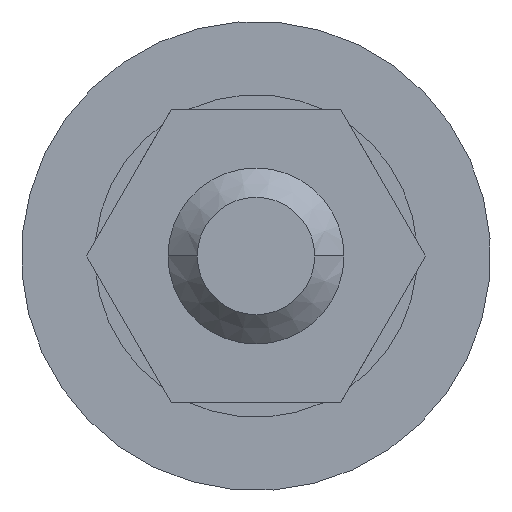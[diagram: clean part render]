
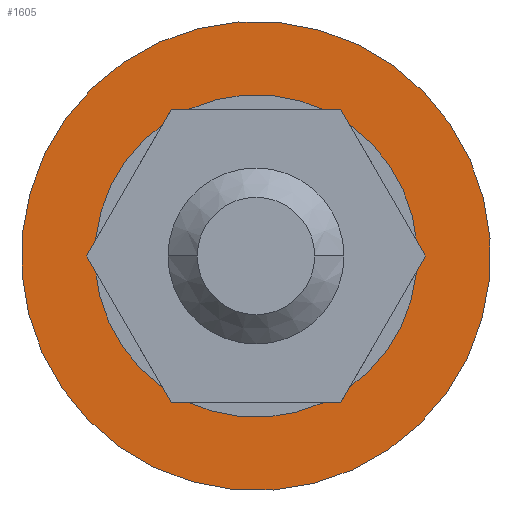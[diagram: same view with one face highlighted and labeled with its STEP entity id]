
A CAD part, front view. The second image highlights one B-rep face of the part: STEP entity #1605.
In plain terms, the highlighted face is planar.
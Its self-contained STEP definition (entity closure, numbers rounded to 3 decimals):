
#105 = ORIENTED_EDGE ( 'NONE', *, *, #1109, .T. ) ;
#110 = DIRECTION ( 'NONE',  ( 0., 0., 1. ) ) ;
#116 = EDGE_CURVE ( 'NONE', #631, #2208, #1532, .T. ) ;
#214 = EDGE_LOOP ( 'NONE', ( #105, #1342 ) ) ;
#239 = DIRECTION ( 'NONE',  ( -1., 0., 0. ) ) ;
#257 = VERTEX_POINT ( 'NONE', #1370 ) ;
#263 = CIRCLE ( 'NONE', #1026, 8. ) ;
#305 = CARTESIAN_POINT ( 'NONE',  ( 0., 5.5, 0. ) ) ;
#468 = FACE_OUTER_BOUND ( 'NONE', #214, .T. ) ;
#491 = CARTESIAN_POINT ( 'NONE',  ( 0., 0., -5.5 ) ) ;
#492 = CARTESIAN_POINT ( 'NONE',  ( 0., 0., 5.5 ) ) ;
#500 = EDGE_LOOP ( 'NONE', ( #1410, #2055 ) ) ;
#596 = CARTESIAN_POINT ( 'NONE',  ( 0., 0., 0. ) ) ;
#631 = VERTEX_POINT ( 'NONE', #491 ) ;
#649 = CARTESIAN_POINT ( 'NONE',  ( 0., 0., 0. ) ) ;
#691 = AXIS2_PLACEMENT_3D ( 'NONE', #305, #999, #1916 ) ;
#999 = DIRECTION ( 'NONE',  ( 1., 0., 0. ) ) ;
#1026 = AXIS2_PLACEMENT_3D ( 'NONE', #1686, #1169, #1697 ) ;
#1109 = EDGE_CURVE ( 'NONE', #2182, #257, #263, .T. ) ;
#1110 = AXIS2_PLACEMENT_3D ( 'NONE', #649, #1161, #110 ) ;
#1150 = DIRECTION ( 'NONE',  ( -1., 0., 0. ) ) ;
#1161 = DIRECTION ( 'NONE',  ( -1., 0., 0. ) ) ;
#1169 = DIRECTION ( 'NONE',  ( -1., 0., 0. ) ) ;
#1175 = AXIS2_PLACEMENT_3D ( 'NONE', #2176, #1150, #1827 ) ;
#1293 = DIRECTION ( 'NONE',  ( 0., 0., 1. ) ) ;
#1342 = ORIENTED_EDGE ( 'NONE', *, *, #1353, .T. ) ;
#1353 = EDGE_CURVE ( 'NONE', #257, #2182, #2089, .T. ) ;
#1370 = CARTESIAN_POINT ( 'NONE',  ( 0., 0., -8. ) ) ;
#1410 = ORIENTED_EDGE ( 'NONE', *, *, #1960, .F. ) ;
#1532 = CIRCLE ( 'NONE', #1175, 5.5 ) ;
#1605 = ADVANCED_FACE ( 'NONE', ( #1818, #468 ), #1846, .F. ) ;
#1686 = CARTESIAN_POINT ( 'NONE',  ( 0., 0., 0. ) ) ;
#1697 = DIRECTION ( 'NONE',  ( 0., 0., 1. ) ) ;
#1794 = AXIS2_PLACEMENT_3D ( 'NONE', #596, #239, #1293 ) ;
#1818 = FACE_BOUND ( 'NONE', #500, .T. ) ;
#1827 = DIRECTION ( 'NONE',  ( 0., 0., 1. ) ) ;
#1846 = PLANE ( 'NONE',  #691 ) ;
#1861 = CIRCLE ( 'NONE', #1110, 5.5 ) ;
#1916 = DIRECTION ( 'NONE',  ( 0., 0., -1. ) ) ;
#1960 = EDGE_CURVE ( 'NONE', #2208, #631, #1861, .T. ) ;
#2050 = CARTESIAN_POINT ( 'NONE',  ( 0., 0., 8. ) ) ;
#2055 = ORIENTED_EDGE ( 'NONE', *, *, #116, .F. ) ;
#2089 = CIRCLE ( 'NONE', #1794, 8. ) ;
#2176 = CARTESIAN_POINT ( 'NONE',  ( 0., 0., 0. ) ) ;
#2182 = VERTEX_POINT ( 'NONE', #2050 ) ;
#2208 = VERTEX_POINT ( 'NONE', #492 ) ;
